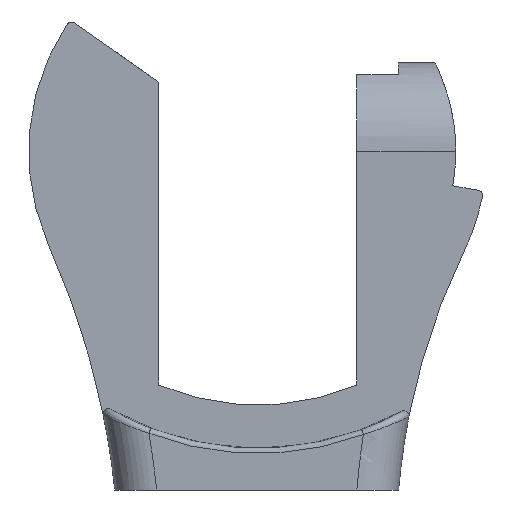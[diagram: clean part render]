
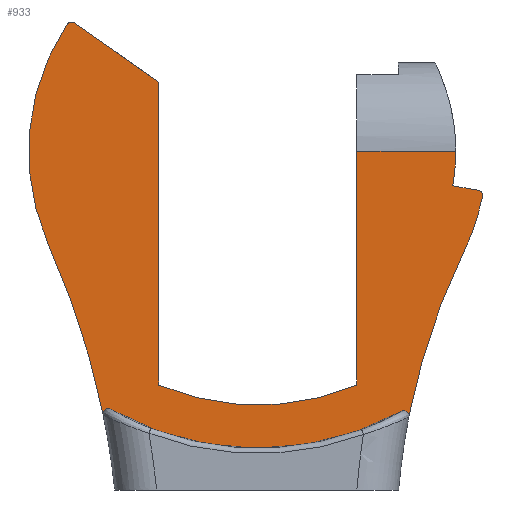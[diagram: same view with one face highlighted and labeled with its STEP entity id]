
A CAD part, left-side view. The second image highlights one B-rep face of the part: STEP entity #933.
In plain terms, the highlighted planar face has unit normal (-1, 0, 0).
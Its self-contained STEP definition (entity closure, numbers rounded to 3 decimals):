
#29=CIRCLE('',#960,9.5);
#67=CIRCLE('',#1025,14.25);
#69=CIRCLE('',#1028,38.711);
#71=CIRCLE('',#1031,0.25);
#73=CIRCLE('',#1034,0.25);
#78=CIRCLE('',#1041,11.);
#81=CIRCLE('',#1045,0.25);
#86=CIRCLE('',#1052,11.);
#87=CIRCLE('',#1054,0.25);
#88=CIRCLE('',#1056,12.176);
#89=CIRCLE('',#1057,32.4);
#173=FACE_OUTER_BOUND('',#226,.T.);
#226=EDGE_LOOP('',(#805,#806,#807,#808,#809,#810,#811,#812,#813,#814,#815,
#816,#817,#818,#819,#820));
#241=LINE('',#1373,#303);
#243=LINE('',#1403,#305);
#251=LINE('',#1421,#313);
#260=LINE('',#1463,#322);
#267=LINE('',#1481,#329);
#303=VECTOR('',#1079,10.);
#305=VECTOR('',#1089,10.);
#313=VECTOR('',#1101,10.);
#322=VECTOR('',#1142,10.);
#329=VECTOR('',#1157,10.);
#363=VERTEX_POINT('',#1367);
#365=VERTEX_POINT('',#1371);
#366=VERTEX_POINT('',#1375);
#368=VERTEX_POINT('',#1399);
#370=VERTEX_POINT('',#1402);
#378=VERTEX_POINT('',#1419);
#395=VERTEX_POINT('',#1462);
#402=VERTEX_POINT('',#1479);
#428=VERTEX_POINT('',#1693);
#432=VERTEX_POINT('',#1713);
#435=VERTEX_POINT('',#1721);
#436=VERTEX_POINT('',#1723);
#438=VERTEX_POINT('',#1729);
#442=VERTEX_POINT('',#1848);
#444=VERTEX_POINT('',#1851);
#447=VERTEX_POINT('',#1866);
#455=EDGE_CURVE('',#363,#365,#241,.F.);
#457=EDGE_CURVE('',#365,#366,#29,.F.);
#460=EDGE_CURVE('',#370,#368,#243,.F.);
#469=EDGE_CURVE('',#378,#366,#251,.T.);
#490=EDGE_CURVE('',#395,#370,#260,.F.);
#500=EDGE_CURVE('',#378,#402,#267,.F.);
#548=EDGE_CURVE('',#428,#432,#67,.F.);
#552=EDGE_CURVE('',#436,#435,#69,.T.);
#555=EDGE_CURVE('',#438,#432,#71,.F.);
#558=EDGE_CURVE('',#428,#435,#73,.F.);
#566=EDGE_CURVE('',#444,#442,#78,.T.);
#570=EDGE_CURVE('',#363,#442,#81,.T.);
#576=EDGE_CURVE('',#447,#436,#86,.T.);
#577=EDGE_CURVE('',#447,#368,#87,.T.);
#578=EDGE_CURVE('',#402,#395,#88,.T.);
#579=EDGE_CURVE('',#438,#444,#89,.T.);
#805=ORIENTED_EDGE('',*,*,#500,.T.);
#806=ORIENTED_EDGE('',*,*,#578,.T.);
#807=ORIENTED_EDGE('',*,*,#490,.T.);
#808=ORIENTED_EDGE('',*,*,#460,.T.);
#809=ORIENTED_EDGE('',*,*,#577,.F.);
#810=ORIENTED_EDGE('',*,*,#576,.T.);
#811=ORIENTED_EDGE('',*,*,#552,.T.);
#812=ORIENTED_EDGE('',*,*,#558,.F.);
#813=ORIENTED_EDGE('',*,*,#548,.T.);
#814=ORIENTED_EDGE('',*,*,#555,.F.);
#815=ORIENTED_EDGE('',*,*,#579,.T.);
#816=ORIENTED_EDGE('',*,*,#566,.T.);
#817=ORIENTED_EDGE('',*,*,#570,.F.);
#818=ORIENTED_EDGE('',*,*,#455,.T.);
#819=ORIENTED_EDGE('',*,*,#457,.T.);
#820=ORIENTED_EDGE('',*,*,#469,.F.);
#885=PLANE('',#1055);
#933=ADVANCED_FACE('',(#173),#885,.T.);
#960=AXIS2_PLACEMENT_3D('',#1396,#1082,#1083);
#1025=AXIS2_PLACEMENT_3D('',#1715,#1257,#1258);
#1028=AXIS2_PLACEMENT_3D('',#1724,#1265,#1266);
#1031=AXIS2_PLACEMENT_3D('',#1730,#1272,#1273);
#1034=AXIS2_PLACEMENT_3D('',#1735,#1279,#1280);
#1041=AXIS2_PLACEMENT_3D('',#1852,#1294,#1295);
#1045=AXIS2_PLACEMENT_3D('',#1858,#1303,#1304);
#1052=AXIS2_PLACEMENT_3D('',#1868,#1318,#1319);
#1054=AXIS2_PLACEMENT_3D('',#1870,#1322,#1323);
#1055=AXIS2_PLACEMENT_3D('',#1871,#1324,#1325);
#1056=AXIS2_PLACEMENT_3D('',#1872,#1326,#1327);
#1057=AXIS2_PLACEMENT_3D('',#1873,#1328,#1329);
#1079=DIRECTION('',(0.,-0.985,-0.174));
#1082=DIRECTION('center_axis',(1.,0.,0.));
#1083=DIRECTION('ref_axis',(0.,1.,0.));
#1089=DIRECTION('',(0.,-0.819,-0.574));
#1101=DIRECTION('',(0.,-1.,0.));
#1142=DIRECTION('',(0.,0.,-1.));
#1157=DIRECTION('',(0.,0.,1.));
#1257=DIRECTION('center_axis',(1.,0.,0.));
#1258=DIRECTION('ref_axis',(0.,1.,0.));
#1265=DIRECTION('center_axis',(1.,0.,0.));
#1266=DIRECTION('ref_axis',(0.,-0.912,0.409));
#1272=DIRECTION('center_axis',(1.,0.,0.));
#1273=DIRECTION('ref_axis',(0.,-0.589,0.808));
#1279=DIRECTION('center_axis',(1.,0.,0.));
#1280=DIRECTION('ref_axis',(0.,0.586,0.81));
#1294=DIRECTION('center_axis',(-1.,0.,0.));
#1295=DIRECTION('ref_axis',(0.,1.,0.));
#1303=DIRECTION('center_axis',(1.,0.,0.));
#1304=DIRECTION('ref_axis',(0.,-0.826,0.564));
#1318=DIRECTION('center_axis',(-1.,0.,0.));
#1319=DIRECTION('ref_axis',(0.,1.,0.));
#1322=DIRECTION('center_axis',(1.,0.,0.));
#1323=DIRECTION('ref_axis',(0.,0.185,0.983));
#1324=DIRECTION('center_axis',(-1.,0.,0.));
#1325=DIRECTION('ref_axis',(0.,0.,1.));
#1326=DIRECTION('center_axis',(1.,0.,0.));
#1327=DIRECTION('ref_axis',(0.,1.,0.));
#1328=DIRECTION('center_axis',(1.,0.,0.));
#1329=DIRECTION('ref_axis',(0.,1.,0.));
#1367=CARTESIAN_POINT('',(-4.25,-10.584,-1.866));
#1371=CARTESIAN_POINT('',(-4.25,-9.356,-1.65));
#1373=CARTESIAN_POINT('',(-4.25,-6.12,-1.079));
#1375=CARTESIAN_POINT('',(-4.25,-9.5,0.));
#1396=CARTESIAN_POINT('Origin',(-4.25,0.,0.));
#1399=CARTESIAN_POINT('',(-4.25,8.804,6.164));
#1402=CARTESIAN_POINT('',(-4.25,4.75,3.326));
#1403=CARTESIAN_POINT('',(-4.25,0.442,0.31));
#1419=CARTESIAN_POINT('',(-4.25,-4.75,0.));
#1421=CARTESIAN_POINT('',(-4.25,0.,0.));
#1462=CARTESIAN_POINT('',(-4.25,4.75,-11.212));
#1463=CARTESIAN_POINT('',(-4.25,4.75,-8.227));
#1479=CARTESIAN_POINT('',(-4.25,-4.75,-11.212));
#1481=CARTESIAN_POINT('',(-4.25,-4.75,0.));
#1693=CARTESIAN_POINT('',(-4.25,7.052,-12.383));
#1713=CARTESIAN_POINT('',(-4.25,-6.881,-12.478));
#1715=CARTESIAN_POINT('Origin',(-4.25,0.,0.));
#1721=CARTESIAN_POINT('',(-4.25,7.421,-12.65));
#1723=CARTESIAN_POINT('',(-4.25,10.037,-4.5));
#1724=CARTESIAN_POINT('Origin',(-4.25,45.361,-20.336));
#1729=CARTESIAN_POINT('',(-4.25,-7.247,-12.745));
#1730=CARTESIAN_POINT('Origin',(-4.25,-7.002,-12.697));
#1735=CARTESIAN_POINT('Origin',(-4.25,7.176,-12.6));
#1848=CARTESIAN_POINT('',(-4.25,-10.786,-2.162));
#1851=CARTESIAN_POINT('',(-4.25,-9.897,-4.8));
#1852=CARTESIAN_POINT('Origin',(-4.25,0.,0.));
#1858=CARTESIAN_POINT('Origin',(-4.25,-10.54,-2.112));
#1866=CARTESIAN_POINT('',(-4.25,9.155,6.098));
#1868=CARTESIAN_POINT('Origin',(-4.25,0.,0.));
#1870=CARTESIAN_POINT('Origin',(-4.25,8.947,5.959));
#1871=CARTESIAN_POINT('Origin',(-4.25,0.,-8.227));
#1872=CARTESIAN_POINT('Origin',(-4.25,0.,0.));
#1873=CARTESIAN_POINT('Origin',(-4.25,-39.05,-18.938));
